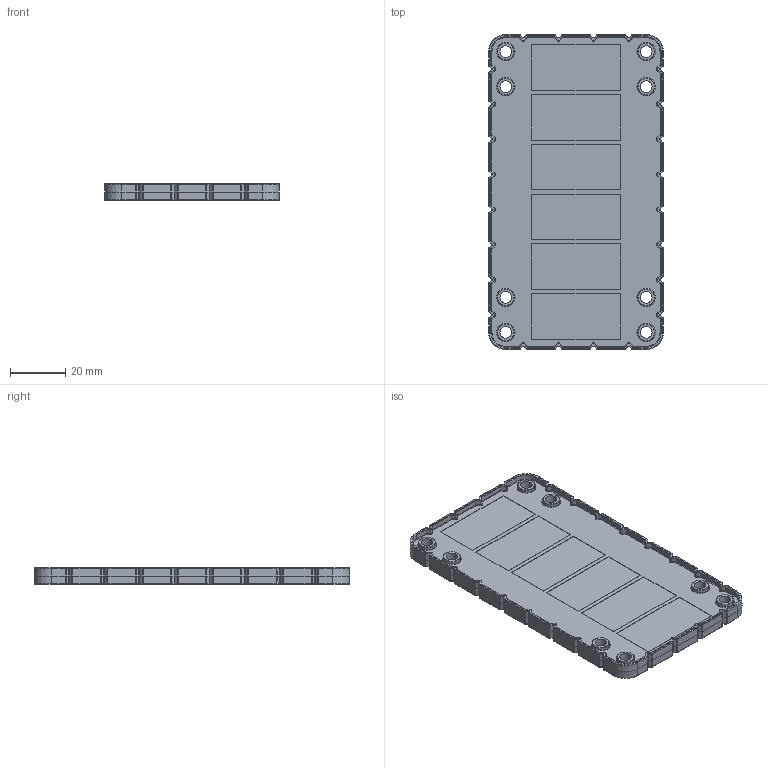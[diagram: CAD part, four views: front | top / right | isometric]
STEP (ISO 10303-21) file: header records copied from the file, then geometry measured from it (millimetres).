
FILE_DESCRIPTION (( 'STEP AP214' ), '1' );
FILE_NAME ('228-2500-292 Rev2.STEP', '2014-02-27T18:19:43', ( '' ), ( '' ), 'SwSTEP 2.0', 'SolidWorks 2013', '' );
FILE_SCHEMA (( 'AUTOMOTIVE_DESIGN' ));
Length unit declared in the file: millimetre
Products named in the file (1): 228-2500-292 Rev2
Bounding box: 63.2 x 114 x 6.1 mm (x, y, z)
Volume: 15384.2 mm3; surface area: 18470.3 mm2
Topology: 1 solids, 1 shells, 1490 faces, 3408 edges, 1944 vertices
Faces by surface type: cylinder 472, torus 376, plane 354, cone 288
Entity records: 41664 total; most frequent: DIRECTION 7746, CARTESIAN_POINT 7419, ORIENTED_EDGE 6816, EDGE_CURVE 3408, AXIS2_PLACEMENT_3D 3039, VERTEX_POINT 1944, LINE 1668, VECTOR 1668
